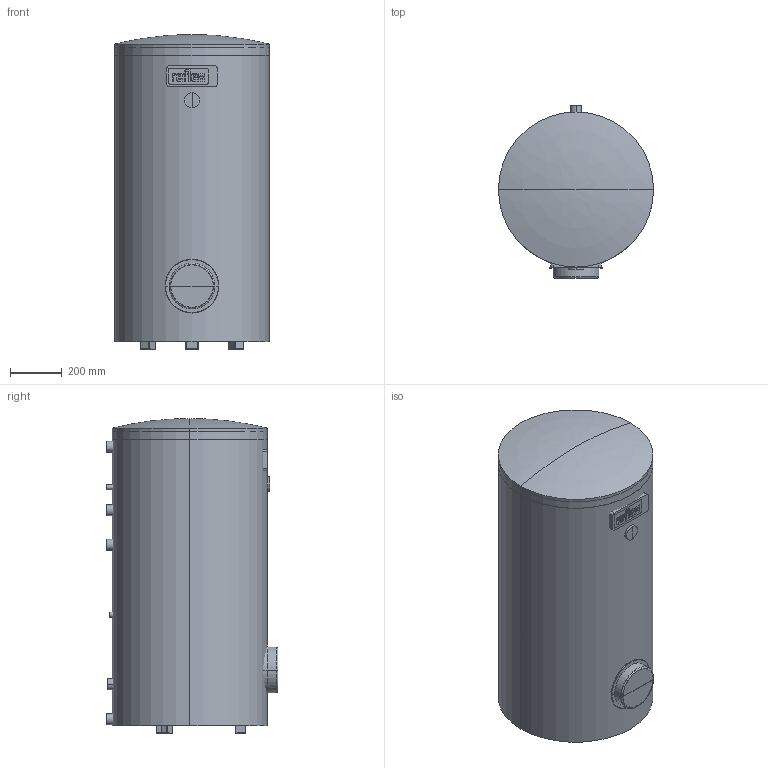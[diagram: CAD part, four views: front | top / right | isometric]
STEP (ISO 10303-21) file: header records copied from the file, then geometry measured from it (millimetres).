
FILE_DESCRIPTION(/* description */ (''),/* implementation_level */ '2;1');
FILE_NAME(/* name */ 'Storatherm Aqua Heat Pump AH 150.1_B WH 10b',/* time_stamp */ '2025-05-19T11:37:19+02:00',/* author */ (''),/* organization */ (''),/* preprocessor_version */ 'ST-DEVELOPER v20',/* originating_system */ '',/* authorisation */ '');
FILE_SCHEMA (('AP242_MANAGED_MODEL_BASED_3D_ENGINEERING_MIM_LF { 1 0 10303 442 1 1 4 }'));
Length unit declared in the file: millimetre
Products named in the file (2): TopLevelAssembly; Storatherm Aqua Heat Pump AH 150/1_B WH 10b
Assembly tree (1 placements, depth 2):
  TopLevelAssembly
    Storatherm Aqua Heat Pump AH 150/1_B WH 10b
Bounding box: 602 x 667.5 x 1222 mm (x, y, z)
Volume: 314366983 mm3; surface area: 7328665.3 mm2
Topology: 21 solids, 21 shells, 307 faces, 680 edges, 413 vertices
Faces by surface type: plane 187, cylinder 96, bspline 24
Entity records: 9215 total; most frequent: CARTESIAN_POINT 2049, DIRECTION 1448, ORIENTED_EDGE 1348, EDGE_CURVE 674, AXIS2_PLACEMENT_3D 504, LINE 440, VECTOR 440, VERTEX_POINT 413
